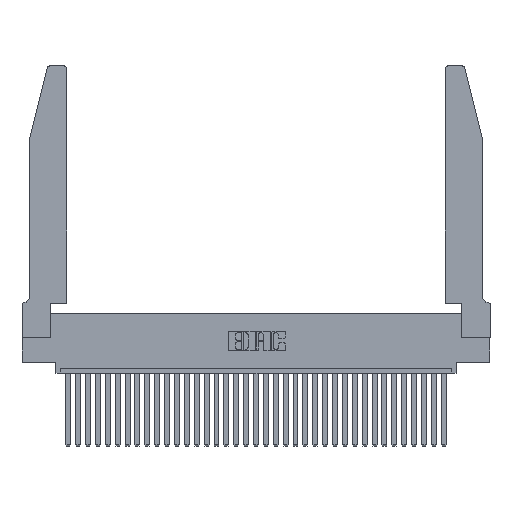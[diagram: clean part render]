
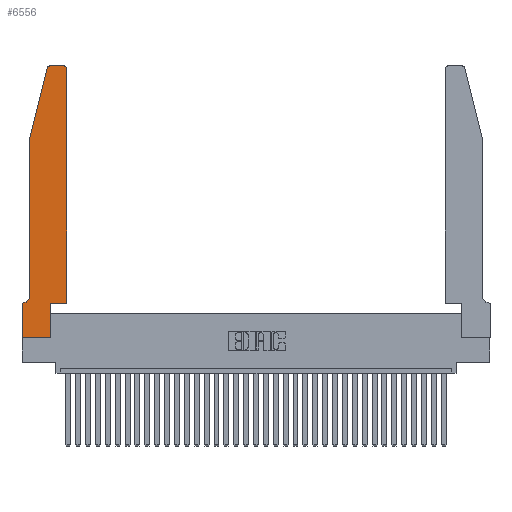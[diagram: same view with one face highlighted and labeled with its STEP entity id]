
A CAD part, top view. The second image highlights one B-rep face of the part: STEP entity #6556.
In plain terms, the highlighted planar face has unit normal (0, 0, 1).
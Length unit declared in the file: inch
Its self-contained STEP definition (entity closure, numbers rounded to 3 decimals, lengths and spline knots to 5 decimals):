
#261 = DIRECTION ( 'NONE',  ( 0., -1., 0. ) ) ;
#270 = ORIENTED_EDGE ( 'NONE', *, *, #10523, .T. ) ;
#352 = EDGE_CURVE ( 'NONE', #19804, #4701, #7415, .T. ) ;
#626 = LINE ( 'NONE', #15764, #16409 ) ;
#660 = VERTEX_POINT ( 'NONE', #27055 ) ;
#1570 = CARTESIAN_POINT ( 'NONE',  ( 0.0755, 2., 0.37 ) ) ;
#1728 = CARTESIAN_POINT ( 'NONE',  ( 0.4505, 2.72, 0.37 ) ) ;
#1737 = DIRECTION ( 'NONE',  ( -0.239, -0.971, 0. ) ) ;
#1840 = AXIS2_PLACEMENT_3D ( 'NONE', #8579, #24969, #22765 ) ;
#2561 = DIRECTION ( 'NONE',  ( 1., 0., 0. ) ) ;
#2972 = DIRECTION ( 'NONE',  ( 1., 0., 0. ) ) ;
#3048 = VERTEX_POINT ( 'NONE', #22908 ) ;
#3612 = DIRECTION ( 'NONE',  ( 1., 0., 0. ) ) ;
#3678 = CARTESIAN_POINT ( 'NONE',  ( 0.284, 2.75, 0.37 ) ) ;
#3679 = VECTOR ( 'NONE', #3612, 39.37008 ) ;
#4175 = DIRECTION ( 'NONE',  ( 0., 1., 0. ) ) ;
#4319 = CIRCLE ( 'NONE', #26983, 0.03 ) ;
#4701 = VERTEX_POINT ( 'NONE', #10291 ) ;
#4731 = EDGE_CURVE ( 'NONE', #3048, #33845, #626, .T. ) ;
#4829 = VECTOR ( 'NONE', #261, 39.37008 ) ;
#5276 = EDGE_LOOP ( 'NONE', ( #7100, #12891, #18705, #22996, #10080, #20298, #20715, #17591, #18317, #22368, #11833, #270 ) ) ;
#5684 = VECTOR ( 'NONE', #29036, 39.37008 ) ;
#5946 = CARTESIAN_POINT ( 'NONE',  ( 0.4505, 0.35, 0.37 ) ) ;
#6112 = DIRECTION ( 'NONE',  ( 1., 0., 0. ) ) ;
#6556 = ADVANCED_FACE ( 'NONE', ( #26223 ), #29008, .T. ) ;
#6883 = CARTESIAN_POINT ( 'NONE',  ( 0., 0., 0.37 ) ) ;
#6939 = CARTESIAN_POINT ( 'NONE',  ( 0.4505, 0.35, 0.37 ) ) ;
#7100 = ORIENTED_EDGE ( 'NONE', *, *, #4731, .T. ) ;
#7123 = CARTESIAN_POINT ( 'NONE',  ( 0.2865, 0., 0.37 ) ) ;
#7415 = LINE ( 'NONE', #14821, #19900 ) ;
#7575 = VECTOR ( 'NONE', #19962, 39.37008 ) ;
#7773 = VERTEX_POINT ( 'NONE', #8351 ) ;
#7859 = EDGE_CURVE ( 'NONE', #16487, #22581, #17007, .T. ) ;
#7931 = LINE ( 'NONE', #19968, #24140 ) ;
#8351 = CARTESIAN_POINT ( 'NONE',  ( 0.0755, 0.42, 0.37 ) ) ;
#8579 = CARTESIAN_POINT ( 'NONE',  ( 0.0055, 0.42, 0.37 ) ) ;
#9309 = LINE ( 'NONE', #5946, #25955 ) ;
#9408 = LINE ( 'NONE', #1570, #4829 ) ;
#9747 = EDGE_CURVE ( 'NONE', #22581, #26147, #34417, .T. ) ;
#10080 = ORIENTED_EDGE ( 'NONE', *, *, #22782, .T. ) ;
#10291 = CARTESIAN_POINT ( 'NONE',  ( 0.2865, 0.35, 0.37 ) ) ;
#10523 = EDGE_CURVE ( 'NONE', #27886, #3048, #33956, .T. ) ;
#11184 = CARTESIAN_POINT ( 'NONE',  ( 0.284, 2.72, 0.37 ) ) ;
#11344 = CARTESIAN_POINT ( 'NONE',  ( 0.4205, 2.72, 0.37 ) ) ;
#11833 = ORIENTED_EDGE ( 'NONE', *, *, #27878, .T. ) ;
#12482 = AXIS2_PLACEMENT_3D ( 'NONE', #29227, #13078, #29341 ) ;
#12891 = ORIENTED_EDGE ( 'NONE', *, *, #13072, .T. ) ;
#13072 = EDGE_CURVE ( 'NONE', #33845, #660, #4319, .T. ) ;
#13078 = DIRECTION ( 'NONE',  ( 0., 0., 1. ) ) ;
#14556 = VERTEX_POINT ( 'NONE', #33158 ) ;
#14821 = CARTESIAN_POINT ( 'NONE',  ( 0.2865, 0.35, 0.37 ) ) ;
#15764 = CARTESIAN_POINT ( 'NONE',  ( 0.2605, 2.75, 0.37 ) ) ;
#16092 = CARTESIAN_POINT ( 'NONE',  ( 0.0055, 0.35, 0.37 ) ) ;
#16409 = VECTOR ( 'NONE', #31916, 39.37008 ) ;
#16487 = VERTEX_POINT ( 'NONE', #16092 ) ;
#16603 = DIRECTION ( 'NONE',  ( 0., 0., 1. ) ) ;
#16968 = DIRECTION ( 'NONE',  ( -1., 0., 0. ) ) ;
#17007 = LINE ( 'NONE', #33373, #27378 ) ;
#17068 = CARTESIAN_POINT ( 'NONE',  ( 0.4505, 0.35, 0.37 ) ) ;
#17591 = ORIENTED_EDGE ( 'NONE', *, *, #24703, .T. ) ;
#18317 = ORIENTED_EDGE ( 'NONE', *, *, #352, .T. ) ;
#18433 = DIRECTION ( 'NONE',  ( 0., 0., 1. ) ) ;
#18705 = ORIENTED_EDGE ( 'NONE', *, *, #28590, .T. ) ;
#19804 = VERTEX_POINT ( 'NONE', #7123 ) ;
#19900 = VECTOR ( 'NONE', #4175, 39.37008 ) ;
#19962 = DIRECTION ( 'NONE',  ( 0., 1., 0. ) ) ;
#19968 = CARTESIAN_POINT ( 'NONE',  ( 0.0755, 2., 0.37 ) ) ;
#20298 = ORIENTED_EDGE ( 'NONE', *, *, #7859, .T. ) ;
#20715 = ORIENTED_EDGE ( 'NONE', *, *, #9747, .T. ) ;
#20879 = EDGE_CURVE ( 'NONE', #14556, #7773, #9408, .T. ) ;
#22290 = CARTESIAN_POINT ( 'NONE',  ( 0., 0., 0.37 ) ) ;
#22368 = ORIENTED_EDGE ( 'NONE', *, *, #32182, .T. ) ;
#22581 = VERTEX_POINT ( 'NONE', #23924 ) ;
#22765 = DIRECTION ( 'NONE',  ( -1., 0., 0. ) ) ;
#22782 = EDGE_CURVE ( 'NONE', #7773, #16487, #25420, .T. ) ;
#22908 = CARTESIAN_POINT ( 'NONE',  ( 0.4205, 2.75, 0.37 ) ) ;
#22996 = ORIENTED_EDGE ( 'NONE', *, *, #20879, .T. ) ;
#23924 = CARTESIAN_POINT ( 'NONE',  ( 0., 0.35, 0.37 ) ) ;
#24140 = VECTOR ( 'NONE', #1737, 39.37008 ) ;
#24703 = EDGE_CURVE ( 'NONE', #26147, #19804, #28991, .T. ) ;
#24727 = VERTEX_POINT ( 'NONE', #17068 ) ;
#24969 = DIRECTION ( 'NONE',  ( 0., 0., -1. ) ) ;
#25420 = CIRCLE ( 'NONE', #1840, 0.07 ) ;
#25955 = VECTOR ( 'NONE', #2972, 39.37008 ) ;
#26147 = VERTEX_POINT ( 'NONE', #6883 ) ;
#26223 = FACE_OUTER_BOUND ( 'NONE', #5276, .T. ) ;
#26983 = AXIS2_PLACEMENT_3D ( 'NONE', #11184, #18433, #2561 ) ;
#27055 = CARTESIAN_POINT ( 'NONE',  ( 0.25487, 2.72718, 0.37 ) ) ;
#27378 = VECTOR ( 'NONE', #16968, 39.37008 ) ;
#27878 = EDGE_CURVE ( 'NONE', #24727, #27886, #29579, .T. ) ;
#27886 = VERTEX_POINT ( 'NONE', #1728 ) ;
#28590 = EDGE_CURVE ( 'NONE', #660, #14556, #7931, .T. ) ;
#28991 = LINE ( 'NONE', #22290, #3679 ) ;
#29008 = PLANE ( 'NONE',  #12482 ) ;
#29036 = DIRECTION ( 'NONE',  ( 0., -1., 0. ) ) ;
#29227 = CARTESIAN_POINT ( 'NONE',  ( 0., 0.35, 0.37 ) ) ;
#29341 = DIRECTION ( 'NONE',  ( 1., 0., 0. ) ) ;
#29579 = LINE ( 'NONE', #6939, #7575 ) ;
#29621 = AXIS2_PLACEMENT_3D ( 'NONE', #11344, #16603, #6112 ) ;
#31916 = DIRECTION ( 'NONE',  ( -1., 0., 0. ) ) ;
#31953 = CARTESIAN_POINT ( 'NONE',  ( 0., 0., 0.37 ) ) ;
#32182 = EDGE_CURVE ( 'NONE', #4701, #24727, #9309, .T. ) ;
#33158 = CARTESIAN_POINT ( 'NONE',  ( 0.0755, 2., 0.37 ) ) ;
#33373 = CARTESIAN_POINT ( 'NONE',  ( 0.0755, 0.35, 0.37 ) ) ;
#33845 = VERTEX_POINT ( 'NONE', #3678 ) ;
#33956 = CIRCLE ( 'NONE', #29621, 0.03 ) ;
#34417 = LINE ( 'NONE', #31953, #5684 ) ;
